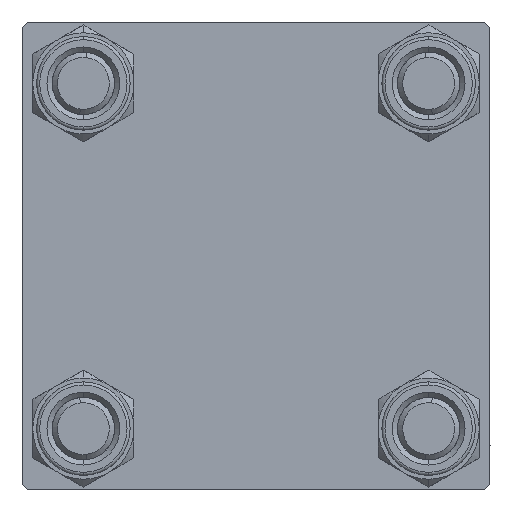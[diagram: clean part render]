
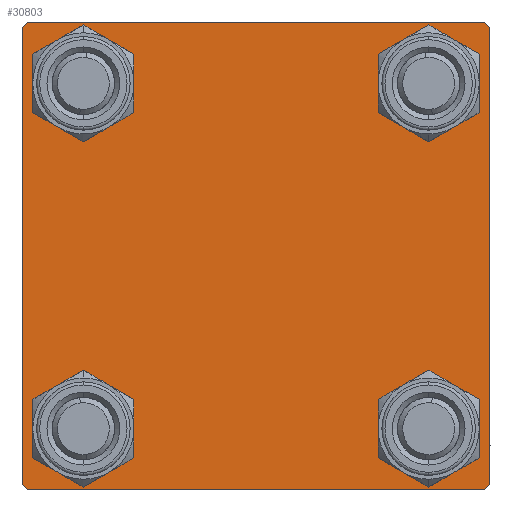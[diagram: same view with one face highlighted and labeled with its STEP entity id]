
A CAD part, left-side view. The second image highlights one B-rep face of the part: STEP entity #30803.
In plain terms, the highlighted planar face has unit normal (-1, 0, 0).
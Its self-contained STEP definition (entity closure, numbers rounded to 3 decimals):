
#80 = CARTESIAN_POINT ( 'NONE',  ( 0., -16.6, 20.1 ) ) ;
#211 = CARTESIAN_POINT ( 'NONE',  ( 0., -22.25, 22.25 ) ) ;
#487 = ORIENTED_EDGE ( 'NONE', *, *, #41235, .T. ) ;
#709 = LINE ( 'NONE', #211, #10906 ) ;
#741 = CARTESIAN_POINT ( 'NONE',  ( 0., -22.25, -22.25 ) ) ;
#1137 = VERTEX_POINT ( 'NONE', #44461 ) ;
#1283 = CARTESIAN_POINT ( 'NONE',  ( 0., 16.6, 16.6 ) ) ;
#1714 = CARTESIAN_POINT ( 'NONE',  ( 0., 16.6, -20.1 ) ) ;
#1734 = CARTESIAN_POINT ( 'NONE',  ( 0., 22.5, 22. ) ) ;
#1745 = AXIS2_PLACEMENT_3D ( 'NONE', #11168, #3175, #21691 ) ;
#2036 = VERTEX_POINT ( 'NONE', #1714 ) ;
#3172 = DIRECTION ( 'NONE',  ( 1., 0., 0. ) ) ;
#3175 = DIRECTION ( 'NONE',  ( 1., 0., 0. ) ) ;
#3200 = DIRECTION ( 'NONE',  ( 0., 0., 1. ) ) ;
#3259 = VERTEX_POINT ( 'NONE', #48933 ) ;
#3430 = LINE ( 'NONE', #22461, #4297 ) ;
#3608 = EDGE_CURVE ( 'NONE', #22319, #50055, #37575, .T. ) ;
#3788 = VERTEX_POINT ( 'NONE', #1734 ) ;
#3791 = CARTESIAN_POINT ( 'NONE',  ( 0., 22.25, 22.25 ) ) ;
#3821 = DIRECTION ( 'NONE',  ( 1., 0., 0. ) ) ;
#3875 = CARTESIAN_POINT ( 'NONE',  ( 0., 22.5, 22.5 ) ) ;
#3991 = CARTESIAN_POINT ( 'NONE',  ( 0., -22.5, 22.5 ) ) ;
#4297 = VECTOR ( 'NONE', #37860, 1000. ) ;
#5675 = CIRCLE ( 'NONE', #47534, 3.5 ) ;
#6072 = VERTEX_POINT ( 'NONE', #13399 ) ;
#6300 = ORIENTED_EDGE ( 'NONE', *, *, #26345, .T. ) ;
#6332 = CARTESIAN_POINT ( 'NONE',  ( 0., -16.6, -16.6 ) ) ;
#7068 = FACE_BOUND ( 'NONE', #13882, .T. ) ;
#7391 = LINE ( 'NONE', #3791, #38441 ) ;
#7638 = DIRECTION ( 'NONE',  ( 1., 0., 0. ) ) ;
#8413 = CIRCLE ( 'NONE', #42037, 3.5 ) ;
#8610 = DIRECTION ( 'NONE',  ( 0., 0., -1. ) ) ;
#9742 = EDGE_CURVE ( 'NONE', #37947, #3259, #23615, .T. ) ;
#10163 = FACE_BOUND ( 'NONE', #25968, .T. ) ;
#10206 = DIRECTION ( 'NONE',  ( 0., 0., 1. ) ) ;
#10418 = EDGE_LOOP ( 'NONE', ( #19791, #28226 ) ) ;
#10846 = LINE ( 'NONE', #38568, #41382 ) ;
#10906 = VECTOR ( 'NONE', #12793, 1000. ) ;
#11099 = CARTESIAN_POINT ( 'NONE',  ( 0., 16.6, 13.1 ) ) ;
#11168 = CARTESIAN_POINT ( 'NONE',  ( 0., 16.6, 16.6 ) ) ;
#11692 = VERTEX_POINT ( 'NONE', #31696 ) ;
#12049 = VERTEX_POINT ( 'NONE', #11099 ) ;
#12068 = DIRECTION ( 'NONE',  ( 0., -0.707, 0.707 ) ) ;
#12078 = EDGE_CURVE ( 'NONE', #3788, #15175, #27264, .T. ) ;
#12438 = CARTESIAN_POINT ( 'NONE',  ( 0., -16.6, 16.6 ) ) ;
#12551 = EDGE_CURVE ( 'NONE', #28851, #12049, #39526, .T. ) ;
#12793 = DIRECTION ( 'NONE',  ( 0., 0.707, 0.707 ) ) ;
#13180 = EDGE_CURVE ( 'NONE', #15175, #38904, #3430, .T. ) ;
#13399 = CARTESIAN_POINT ( 'NONE',  ( 0., 22., 22.5 ) ) ;
#13882 = EDGE_LOOP ( 'NONE', ( #44965, #42204 ) ) ;
#14343 = CARTESIAN_POINT ( 'NONE',  ( 0., 16.6, 20.1 ) ) ;
#14534 = ORIENTED_EDGE ( 'NONE', *, *, #31321, .T. ) ;
#15175 = VERTEX_POINT ( 'NONE', #40213 ) ;
#15809 = EDGE_LOOP ( 'NONE', ( #28937, #32049, #27087, #30809, #35118, #49962, #45885, #14534 ) ) ;
#16325 = LINE ( 'NONE', #3991, #37944 ) ;
#17548 = DIRECTION ( 'NONE',  ( 1., 0., 0. ) ) ;
#17710 = VECTOR ( 'NONE', #42304, 1000. ) ;
#18317 = EDGE_CURVE ( 'NONE', #44623, #3259, #16325, .T. ) ;
#18670 = CARTESIAN_POINT ( 'NONE',  ( 0., 22.5, -22.5 ) ) ;
#18798 = DIRECTION ( 'NONE',  ( 0., -1., 0. ) ) ;
#19117 = DIRECTION ( 'NONE',  ( 0., 0., 1. ) ) ;
#19374 = AXIS2_PLACEMENT_3D ( 'NONE', #1283, #29991, #10206 ) ;
#19598 = AXIS2_PLACEMENT_3D ( 'NONE', #49454, #22747, #3200 ) ;
#19791 = ORIENTED_EDGE ( 'NONE', *, *, #3608, .T. ) ;
#20901 = CIRCLE ( 'NONE', #49612, 3.5 ) ;
#21691 = DIRECTION ( 'NONE',  ( 0., 0., 1. ) ) ;
#22319 = VERTEX_POINT ( 'NONE', #80 ) ;
#22461 = CARTESIAN_POINT ( 'NONE',  ( 0., 22.25, -22.25 ) ) ;
#22653 = DIRECTION ( 'NONE',  ( 0., 0., -1. ) ) ;
#22747 = DIRECTION ( 'NONE',  ( -1., 0., 0. ) ) ;
#23056 = DIRECTION ( 'NONE',  ( 0., 0., 1. ) ) ;
#23286 = EDGE_CURVE ( 'NONE', #6072, #48134, #10846, .T. ) ;
#23615 = LINE ( 'NONE', #741, #24684 ) ;
#23738 = EDGE_CURVE ( 'NONE', #50055, #22319, #20901, .T. ) ;
#24106 = DIRECTION ( 'NONE',  ( 0., 0., 1. ) ) ;
#24684 = VECTOR ( 'NONE', #12068, 1000. ) ;
#25264 = AXIS2_PLACEMENT_3D ( 'NONE', #12438, #17548, #28112 ) ;
#25654 = EDGE_CURVE ( 'NONE', #38904, #37947, #26637, .T. ) ;
#25825 = EDGE_CURVE ( 'NONE', #1137, #2036, #41459, .T. ) ;
#25968 = EDGE_LOOP ( 'NONE', ( #46701, #6300 ) ) ;
#26110 = DIRECTION ( 'NONE',  ( 1., 0., 0. ) ) ;
#26345 = EDGE_CURVE ( 'NONE', #12049, #28851, #48898, .T. ) ;
#26637 = LINE ( 'NONE', #18670, #17710 ) ;
#26679 = DIRECTION ( 'NONE',  ( 0., 0.707, -0.707 ) ) ;
#27087 = ORIENTED_EDGE ( 'NONE', *, *, #25654, .T. ) ;
#27114 = DIRECTION ( 'NONE',  ( 1., 0., 0. ) ) ;
#27236 = CARTESIAN_POINT ( 'NONE',  ( 0., -16.6, 13.1 ) ) ;
#27264 = LINE ( 'NONE', #3875, #35422 ) ;
#28112 = DIRECTION ( 'NONE',  ( 0., 0., 1. ) ) ;
#28226 = ORIENTED_EDGE ( 'NONE', *, *, #23738, .T. ) ;
#28851 = VERTEX_POINT ( 'NONE', #14343 ) ;
#28937 = ORIENTED_EDGE ( 'NONE', *, *, #12078, .T. ) ;
#29991 = DIRECTION ( 'NONE',  ( 1., 0., 0. ) ) ;
#30723 = FACE_BOUND ( 'NONE', #10418, .T. ) ;
#30803 = ADVANCED_FACE ( 'NONE', ( #30723, #7068, #42515, #10163, #42006 ), #34556, .T. ) ;
#30809 = ORIENTED_EDGE ( 'NONE', *, *, #9742, .T. ) ;
#31321 = EDGE_CURVE ( 'NONE', #6072, #3788, #7391, .T. ) ;
#31696 = CARTESIAN_POINT ( 'NONE',  ( 0., -16.6, -13.1 ) ) ;
#32049 = ORIENTED_EDGE ( 'NONE', *, *, #13180, .T. ) ;
#32520 = EDGE_CURVE ( 'NONE', #37177, #11692, #5675, .T. ) ;
#34556 = PLANE ( 'NONE',  #19598 ) ;
#34822 = CARTESIAN_POINT ( 'NONE',  ( 0., 16.6, -16.6 ) ) ;
#35118 = ORIENTED_EDGE ( 'NONE', *, *, #18317, .F. ) ;
#35384 = ORIENTED_EDGE ( 'NONE', *, *, #25825, .T. ) ;
#35393 = AXIS2_PLACEMENT_3D ( 'NONE', #34822, #27114, #42784 ) ;
#35422 = VECTOR ( 'NONE', #22653, 1000. ) ;
#37177 = VERTEX_POINT ( 'NONE', #42532 ) ;
#37575 = CIRCLE ( 'NONE', #25264, 3.5 ) ;
#37860 = DIRECTION ( 'NONE',  ( 0., -0.707, -0.707 ) ) ;
#37944 = VECTOR ( 'NONE', #8610, 1000. ) ;
#37947 = VERTEX_POINT ( 'NONE', #38999 ) ;
#38441 = VECTOR ( 'NONE', #26679, 1000. ) ;
#38568 = CARTESIAN_POINT ( 'NONE',  ( 0., 22.5, 22.5 ) ) ;
#38876 = EDGE_LOOP ( 'NONE', ( #35384, #487 ) ) ;
#38904 = VERTEX_POINT ( 'NONE', #45568 ) ;
#38999 = CARTESIAN_POINT ( 'NONE',  ( 0., -22., -22.5 ) ) ;
#39214 = CARTESIAN_POINT ( 'NONE',  ( 0., -16.6, -16.6 ) ) ;
#39526 = CIRCLE ( 'NONE', #1745, 3.5 ) ;
#39631 = CARTESIAN_POINT ( 'NONE',  ( 0., -22., 22.5 ) ) ;
#40213 = CARTESIAN_POINT ( 'NONE',  ( 0., 22.5, -22. ) ) ;
#41235 = EDGE_CURVE ( 'NONE', #2036, #1137, #41956, .T. ) ;
#41382 = VECTOR ( 'NONE', #18798, 1000. ) ;
#41459 = CIRCLE ( 'NONE', #48037, 3.5 ) ;
#41781 = DIRECTION ( 'NONE',  ( 0., 0., 1. ) ) ;
#41956 = CIRCLE ( 'NONE', #35393, 3.5 ) ;
#42006 = FACE_OUTER_BOUND ( 'NONE', #15809, .T. ) ;
#42037 = AXIS2_PLACEMENT_3D ( 'NONE', #6332, #26110, #41781 ) ;
#42204 = ORIENTED_EDGE ( 'NONE', *, *, #32520, .T. ) ;
#42304 = DIRECTION ( 'NONE',  ( 0., -1., 0. ) ) ;
#42515 = FACE_BOUND ( 'NONE', #38876, .T. ) ;
#42532 = CARTESIAN_POINT ( 'NONE',  ( 0., -16.6, -20.1 ) ) ;
#42741 = CARTESIAN_POINT ( 'NONE',  ( 0., 16.6, -16.6 ) ) ;
#42784 = DIRECTION ( 'NONE',  ( 0., 0., 1. ) ) ;
#43243 = EDGE_CURVE ( 'NONE', #11692, #37177, #8413, .T. ) ;
#44461 = CARTESIAN_POINT ( 'NONE',  ( 0., 16.6, -13.1 ) ) ;
#44623 = VERTEX_POINT ( 'NONE', #48740 ) ;
#44965 = ORIENTED_EDGE ( 'NONE', *, *, #43243, .T. ) ;
#45568 = CARTESIAN_POINT ( 'NONE',  ( 0., 22., -22.5 ) ) ;
#45885 = ORIENTED_EDGE ( 'NONE', *, *, #23286, .F. ) ;
#46701 = ORIENTED_EDGE ( 'NONE', *, *, #12551, .T. ) ;
#47418 = EDGE_CURVE ( 'NONE', #44623, #48134, #709, .T. ) ;
#47534 = AXIS2_PLACEMENT_3D ( 'NONE', #39214, #7638, #23056 ) ;
#48037 = AXIS2_PLACEMENT_3D ( 'NONE', #42741, #3172, #19117 ) ;
#48134 = VERTEX_POINT ( 'NONE', #39631 ) ;
#48740 = CARTESIAN_POINT ( 'NONE',  ( 0., -22.5, 22. ) ) ;
#48898 = CIRCLE ( 'NONE', #19374, 3.5 ) ;
#48933 = CARTESIAN_POINT ( 'NONE',  ( 0., -22.5, -22. ) ) ;
#49454 = CARTESIAN_POINT ( 'NONE',  ( 0., 0., 0. ) ) ;
#49612 = AXIS2_PLACEMENT_3D ( 'NONE', #50583, #3821, #24106 ) ;
#49962 = ORIENTED_EDGE ( 'NONE', *, *, #47418, .T. ) ;
#50055 = VERTEX_POINT ( 'NONE', #27236 ) ;
#50583 = CARTESIAN_POINT ( 'NONE',  ( 0., -16.6, 16.6 ) ) ;
